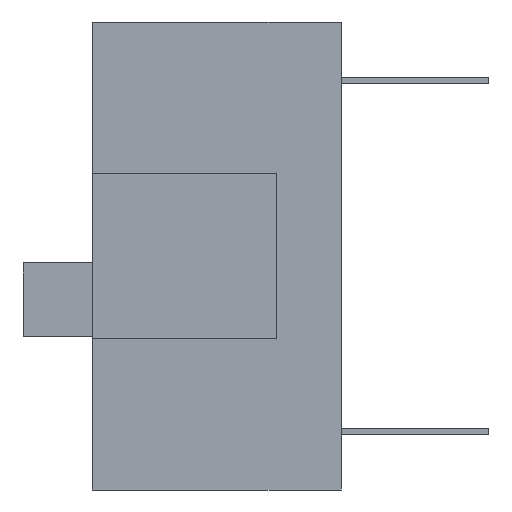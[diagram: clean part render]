
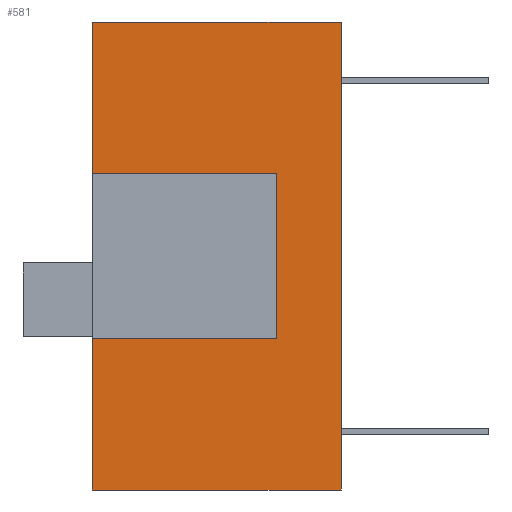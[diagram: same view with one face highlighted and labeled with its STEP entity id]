
A CAD part, left-side view. The second image highlights one B-rep face of the part: STEP entity #581.
In plain terms, the highlighted planar face has unit normal (-1, 0, 0).
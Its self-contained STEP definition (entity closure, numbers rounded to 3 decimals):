
#110 = VERTEX_POINT ( 'NONE', #1541 ) ;
#140 = EDGE_CURVE ( 'NONE', #110, #2928, #1590, .T. ) ;
#581 = ADVANCED_FACE ( 'NONE', ( #3286 ), #3235, .T. ) ;
#586 = EDGE_LOOP ( 'NONE', ( #603, #886, #895, #893, #884, #663, #664, #661 ) ) ;
#590 = EDGE_CURVE ( 'NONE', #3172, #885, #3270, .T. ) ;
#603 = ORIENTED_EDGE ( 'NONE', *, *, #604, .T. ) ;
#604 = EDGE_CURVE ( 'NONE', #883, #881, #3280, .T. ) ;
#637 = EDGE_CURVE ( 'NONE', #883, #2925, #3328, .T. ) ;
#661 = ORIENTED_EDGE ( 'NONE', *, *, #637, .F. ) ;
#663 = ORIENTED_EDGE ( 'NONE', *, *, #590, .F. ) ;
#664 = ORIENTED_EDGE ( 'NONE', *, *, #3185, .F. ) ;
#878 = EDGE_CURVE ( 'NONE', #880, #110, #4215, .T. ) ;
#879 = EDGE_CURVE ( 'NONE', #881, #2928, #4200, .T. ) ;
#880 = VERTEX_POINT ( 'NONE', #4265 ) ;
#881 = VERTEX_POINT ( 'NONE', #4214 ) ;
#883 = VERTEX_POINT ( 'NONE', #4262 ) ;
#884 = ORIENTED_EDGE ( 'NONE', *, *, #892, .F. ) ;
#885 = VERTEX_POINT ( 'NONE', #4211 ) ;
#886 = ORIENTED_EDGE ( 'NONE', *, *, #879, .T. ) ;
#892 = EDGE_CURVE ( 'NONE', #885, #880, #4252, .T. ) ;
#893 = ORIENTED_EDGE ( 'NONE', *, *, #878, .F. ) ;
#895 = ORIENTED_EDGE ( 'NONE', *, *, #140, .F. ) ;
#1541 = CARTESIAN_POINT ( 'NONE',  ( 0., 5.4, -10.16 ) ) ;
#1588 = VECTOR ( 'NONE', #1660, 1000. ) ;
#1589 = CARTESIAN_POINT ( 'NONE',  ( 0., 5.4, 0. ) ) ;
#1590 = LINE ( 'NONE', #1589, #1588 ) ;
#1660 = DIRECTION ( 'NONE',  ( 0., 0., 1. ) ) ;
#2925 = VERTEX_POINT ( 'NONE', #6909 ) ;
#2928 = VERTEX_POINT ( 'NONE', #6908 ) ;
#3172 = VERTEX_POINT ( 'NONE', #6949 ) ;
#3185 = EDGE_CURVE ( 'NONE', #2925, #3172, #6962, .T. ) ;
#3235 = PLANE ( 'NONE',  #3246 ) ;
#3239 = DIRECTION ( 'NONE',  ( -1., 0., 0. ) ) ;
#3246 = AXIS2_PLACEMENT_3D ( 'NONE', #3291, #3239, #3279 ) ;
#3269 = CARTESIAN_POINT ( 'NONE',  ( 0., 0., 0. ) ) ;
#3270 = LINE ( 'NONE', #3269, #3326 ) ;
#3279 = DIRECTION ( 'NONE',  ( 0., 0., 1. ) ) ;
#3280 = LINE ( 'NONE', #3324, #3309 ) ;
#3286 = FACE_OUTER_BOUND ( 'NONE', #586, .T. ) ;
#3291 = CARTESIAN_POINT ( 'NONE',  ( 0., 5.4, 0. ) ) ;
#3309 = VECTOR ( 'NONE', #3323, 1000. ) ;
#3323 = DIRECTION ( 'NONE',  ( 0., 0., -1. ) ) ;
#3324 = CARTESIAN_POINT ( 'NONE',  ( 0., 1.4, -6.88 ) ) ;
#3325 = DIRECTION ( 'NONE',  ( 0., -1., 0. ) ) ;
#3326 = VECTOR ( 'NONE', #3325, 1000. ) ;
#3327 = CARTESIAN_POINT ( 'NONE',  ( 0., 1.4, -3.28 ) ) ;
#3328 = LINE ( 'NONE', #3327, #3387 ) ;
#3386 = DIRECTION ( 'NONE',  ( 0., 1., 0. ) ) ;
#3387 = VECTOR ( 'NONE', #3386, 1000. ) ;
#4199 = CARTESIAN_POINT ( 'NONE',  ( 0., 1.4, -6.88 ) ) ;
#4200 = LINE ( 'NONE', #4199, #4264 ) ;
#4201 = DIRECTION ( 'NONE',  ( 0., 1., 0. ) ) ;
#4202 = VECTOR ( 'NONE', #4201, 1000. ) ;
#4203 = CARTESIAN_POINT ( 'NONE',  ( 0., 0., -10.16 ) ) ;
#4211 = CARTESIAN_POINT ( 'NONE',  ( 0., 0., 0. ) ) ;
#4214 = CARTESIAN_POINT ( 'NONE',  ( 0., 1.4, -6.88 ) ) ;
#4215 = LINE ( 'NONE', #4203, #4202 ) ;
#4249 = DIRECTION ( 'NONE',  ( 0., 0., -1. ) ) ;
#4250 = VECTOR ( 'NONE', #4249, 1000. ) ;
#4251 = CARTESIAN_POINT ( 'NONE',  ( 0., 0., 0. ) ) ;
#4252 = LINE ( 'NONE', #4251, #4250 ) ;
#4262 = CARTESIAN_POINT ( 'NONE',  ( 0., 1.4, -3.28 ) ) ;
#4263 = DIRECTION ( 'NONE',  ( 0., 1., 0. ) ) ;
#4264 = VECTOR ( 'NONE', #4263, 1000. ) ;
#4265 = CARTESIAN_POINT ( 'NONE',  ( 0., 0., -10.16 ) ) ;
#6908 = CARTESIAN_POINT ( 'NONE',  ( 0., 5.4, -6.88 ) ) ;
#6909 = CARTESIAN_POINT ( 'NONE',  ( 0., 5.4, -3.28 ) ) ;
#6949 = CARTESIAN_POINT ( 'NONE',  ( 0., 5.4, 0. ) ) ;
#6962 = LINE ( 'NONE', #6988, #6987 ) ;
#6986 = DIRECTION ( 'NONE',  ( 0., 0., 1. ) ) ;
#6987 = VECTOR ( 'NONE', #6986, 1000. ) ;
#6988 = CARTESIAN_POINT ( 'NONE',  ( 0., 5.4, 0. ) ) ;
